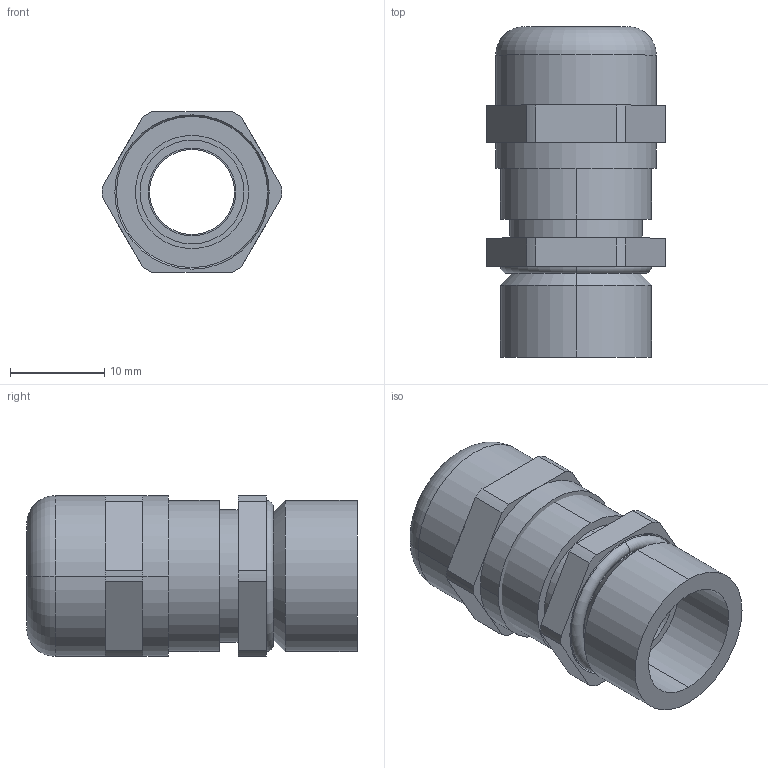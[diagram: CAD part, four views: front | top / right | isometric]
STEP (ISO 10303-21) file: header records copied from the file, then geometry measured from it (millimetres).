
FILE_DESCRIPTION (( 'STEP AP214' ), '1' );
FILE_NAME ('2086117.stp', '2017-05-18T09:26:28', ( '' ), ( '' ), 'SwSTEP 2.0', 'SolidWorks 2016', '' );
FILE_SCHEMA (( 'AUTOMOTIVE_DESIGN' ));
Length unit declared in the file: millimetre
Products named in the file (6): 011344_M16 2086165; 012463_M16 2086165; 012279_M16 2086207; EV743_M16; 011359_LM16 2086117; 2086117
Assembly tree (5 placements, depth 2):
  2086117
    011359_LM16 2086117
    EV743_M16
    012279_M16 2086207
    012463_M16 2086165
    011344_M16 2086165
Bounding box: 19 x 35 x 17 mm (x, y, z)
Volume: 4241.6 mm3; surface area: 6985.2 mm2
Topology: 5 solids, 5 shells, 157 faces, 399 edges, 254 vertices
Faces by surface type: plane 92, cylinder 41, cone 16, torus 8
Entity records: 5107 total; most frequent: CARTESIAN_POINT 992, DIRECTION 851, ORIENTED_EDGE 798, EDGE_CURVE 399, AXIS2_PLACEMENT_3D 345, VERTEX_POINT 254, CIRCLE 180, EDGE_LOOP 169
